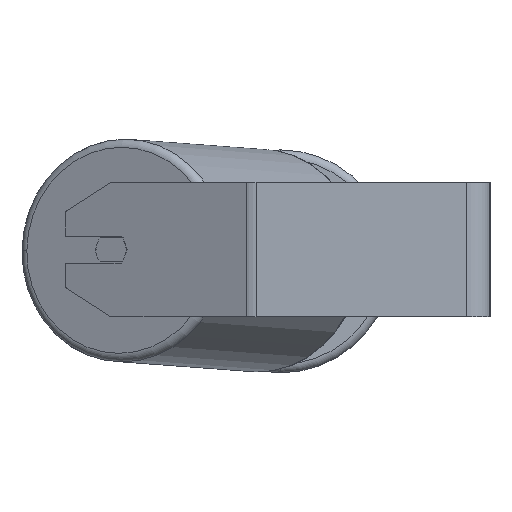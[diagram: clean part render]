
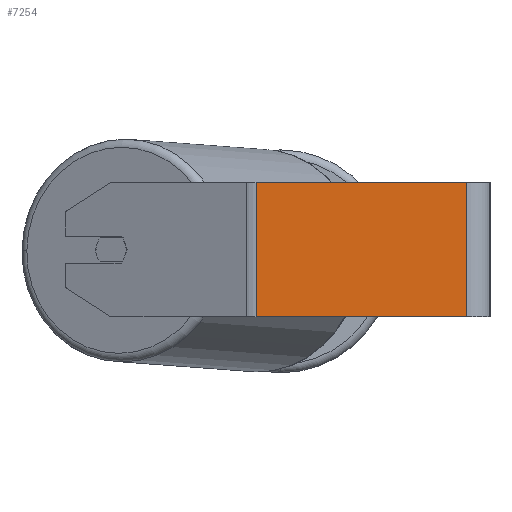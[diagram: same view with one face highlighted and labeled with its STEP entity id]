
A CAD part, left-side view. The second image highlights one B-rep face of the part: STEP entity #7254.
In plain terms, the highlighted planar face has unit normal (-1, 0, 0).
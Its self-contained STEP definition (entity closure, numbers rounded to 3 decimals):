
#327 = EDGE_CURVE ( 'NONE', #4547, #5912, #5145, .T. ) ;
#402 = CARTESIAN_POINT ( 'NONE',  ( -370., 139.562, 40. ) ) ;
#581 = CARTESIAN_POINT ( 'NONE',  ( -370., 14., -40. ) ) ;
#645 = CARTESIAN_POINT ( 'NONE',  ( -370., 142.666, -40. ) ) ;
#1197 = VERTEX_POINT ( 'NONE', #5369 ) ;
#1397 = EDGE_LOOP ( 'NONE', ( #5845, #4266, #8125, #4105 ) ) ;
#1586 = LINE ( 'NONE', #8391, #8101 ) ;
#1669 = DIRECTION ( 'NONE',  ( 0., -1., 0. ) ) ;
#1743 = DIRECTION ( 'NONE',  ( 0., 0., -1. ) ) ;
#1867 = DIRECTION ( 'NONE',  ( 1., 0., 0. ) ) ;
#2034 = VERTEX_POINT ( 'NONE', #6803 ) ;
#2050 = VECTOR ( 'NONE', #5315, 1000. ) ;
#2418 = VECTOR ( 'NONE', #8194, 1000. ) ;
#2453 = FACE_OUTER_BOUND ( 'NONE', #1397, .T. ) ;
#3237 = DIRECTION ( 'NONE',  ( 0., -1., 0. ) ) ;
#3387 = CARTESIAN_POINT ( 'NONE',  ( -370., 14., 40. ) ) ;
#3867 = LINE ( 'NONE', #645, #7043 ) ;
#4105 = ORIENTED_EDGE ( 'NONE', *, *, #7947, .T. ) ;
#4266 = ORIENTED_EDGE ( 'NONE', *, *, #327, .F. ) ;
#4547 = VERTEX_POINT ( 'NONE', #8083 ) ;
#5145 = LINE ( 'NONE', #3387, #2050 ) ;
#5315 = DIRECTION ( 'NONE',  ( 0., 0., -1. ) ) ;
#5340 = EDGE_CURVE ( 'NONE', #1197, #4547, #1586, .T. ) ;
#5369 = CARTESIAN_POINT ( 'NONE',  ( -370., 139.562, 40. ) ) ;
#5845 = ORIENTED_EDGE ( 'NONE', *, *, #7012, .T. ) ;
#5912 = VERTEX_POINT ( 'NONE', #581 ) ;
#6368 = AXIS2_PLACEMENT_3D ( 'NONE', #7623, #1867, #1743 ) ;
#6755 = LINE ( 'NONE', #402, #2418 ) ;
#6803 = CARTESIAN_POINT ( 'NONE',  ( -370., 139.562, -40. ) ) ;
#7012 = EDGE_CURVE ( 'NONE', #2034, #5912, #3867, .T. ) ;
#7043 = VECTOR ( 'NONE', #3237, 1000. ) ;
#7254 = ADVANCED_FACE ( 'NONE', ( #2453 ), #7662, .F. ) ;
#7623 = CARTESIAN_POINT ( 'NONE',  ( -370., 142.666, 40. ) ) ;
#7662 = PLANE ( 'NONE',  #6368 ) ;
#7947 = EDGE_CURVE ( 'NONE', #1197, #2034, #6755, .T. ) ;
#8083 = CARTESIAN_POINT ( 'NONE',  ( -370., 14., 40. ) ) ;
#8101 = VECTOR ( 'NONE', #1669, 1000. ) ;
#8125 = ORIENTED_EDGE ( 'NONE', *, *, #5340, .F. ) ;
#8194 = DIRECTION ( 'NONE',  ( 0., 0., -1. ) ) ;
#8391 = CARTESIAN_POINT ( 'NONE',  ( -370., 142.666, 40. ) ) ;
